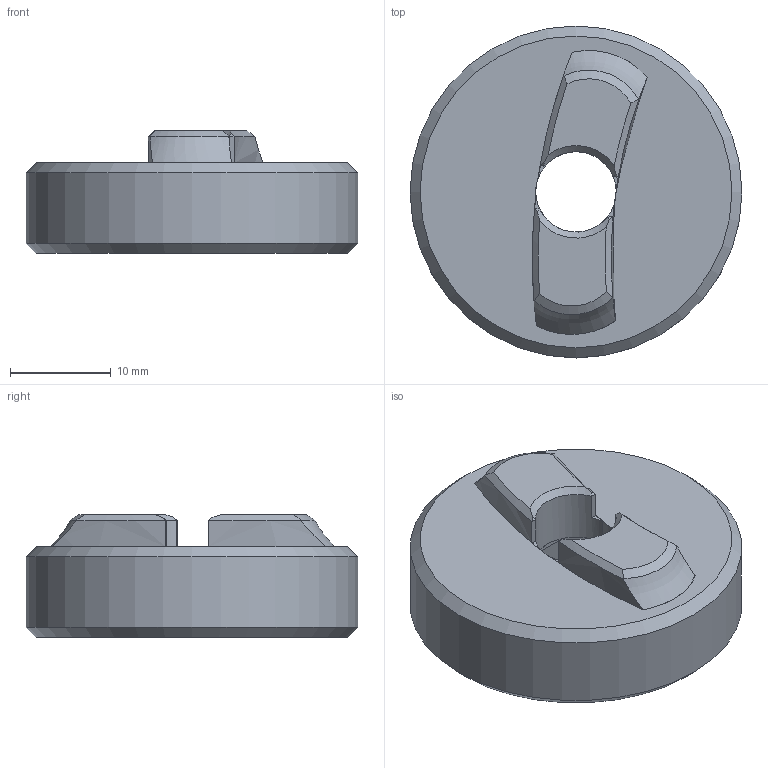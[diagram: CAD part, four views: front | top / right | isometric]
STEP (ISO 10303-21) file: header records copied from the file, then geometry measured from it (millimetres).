
FILE_DESCRIPTION(/* description */ (''),/* implementation_level */ '2;1');
FILE_NAME(/* name */ 'Hinge Plate Knob M8 For Metal.step',/* time_stamp */ '2024-08-17T09:24:02-04:00',/* author */ (''),/* organization */ (''),/* preprocessor_version */ 'ST-DEVELOPER v20',/* originating_system */ 'Autodesk Translation Framework v13.14.0.145',/* authorisation */ '');
FILE_SCHEMA (('AUTOMOTIVE_DESIGN { 1 0 10303 214 3 1 1 }','FEATURE_BASED_PROCESS_PLANNING','MODEL_BASED_INTEGRATED_MANUFACTURING_SCHEMA'));
Length unit declared in the file: millimetre
Products named in the file (1): armpit_Shicks_Hinge_Plate_Knob_M8 For Metal
Bounding box: 33 x 33 x 12.2 mm (x, y, z)
Volume: 6989.5 mm3; surface area: 3119.8 mm2
Topology: 1 solids, 1 shells, 94 faces, 229 edges, 137 vertices
Faces by surface type: plane 49, cone 24, cylinder 19, torus 2
Full cylindrical faces by diameter (mm): 8 x1, 33 x1
Entity records: 2828 total; most frequent: CARTESIAN_POINT 631, ORIENTED_EDGE 458, DIRECTION 458, EDGE_CURVE 229, AXIS2_PLACEMENT_3D 180, VERTEX_POINT 137, LINE 98, VECTOR 98
